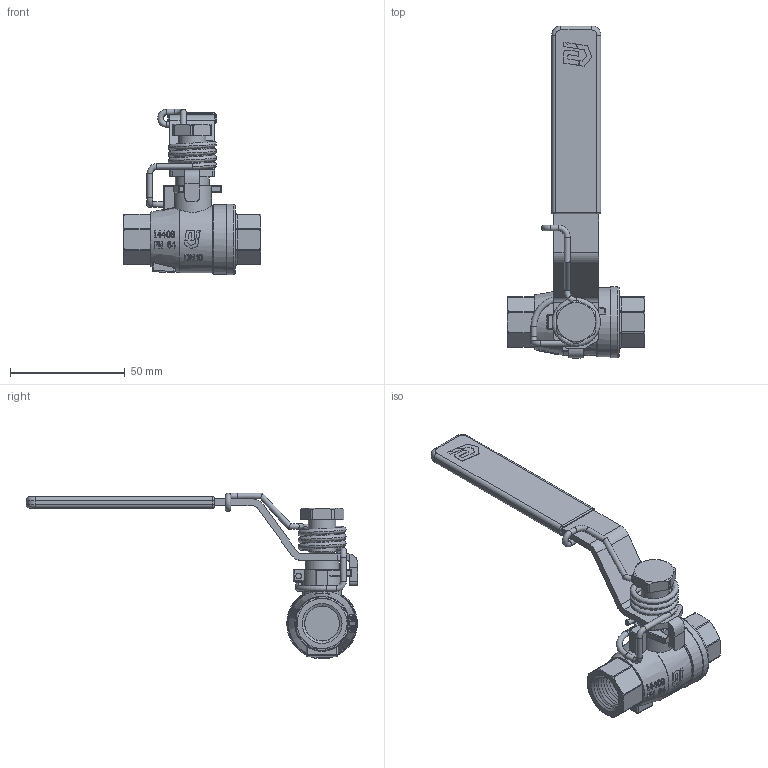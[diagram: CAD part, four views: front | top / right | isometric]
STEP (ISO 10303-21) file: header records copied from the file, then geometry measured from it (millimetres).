
FILE_DESCRIPTION(('HOOPS Exchange Step'),'2;1');
FILE_NAME('GK12_DN10.stp','2025-12-09T09:55:53+01:00',('nieru'),('Unknown organisation'),'HOOPS Exchange 2024.2','HOOPS Exchange','Unknown authorisation');
FILE_SCHEMA( ('AP203_CONFIGURATION_CONTROLLED_3D_DESIGN_OF_MECHANICAL_PARTS_AND_ASSEMBLIES_MIM_LF') );
Length unit declared in the file: millimetre
Products named in the file (2): 0; root
Assembly tree (1 placements, depth 2):
  root
    0
Bounding box: 60 x 144.6 x 72.21 mm (x, y, z)
Volume: 46949 mm3; surface area: 21443.1 mm2
Topology: 1 solids, 1 shells, 853 faces, 2395 edges, 1586 vertices
Faces by surface type: plane 430, bspline 177, cylinder 114, cone 88, torus 36, sphere 6, extrusion 2
Full cylindrical faces by diameter (mm): 2.5 x7, 12 x1, 14.75 x1, 15.095 x1, 16.367 x1, 29 x1, 30.2 x1, 30.8 x1
Entity records: 33195 total; most frequent: CARTESIAN_POINT 13912, ORIENTED_EDGE 4788, DIRECTION 3014, EDGE_CURVE 2394, VERTEX_POINT 1586, AXIS2_PLACEMENT_3D 1159, EDGE_LOOP 898, FACE_BOUND 898
